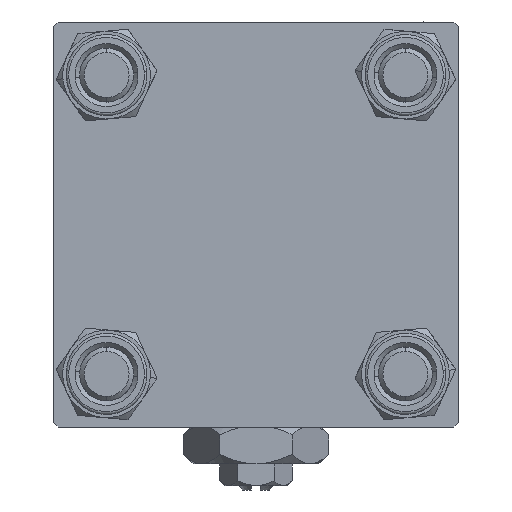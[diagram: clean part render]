
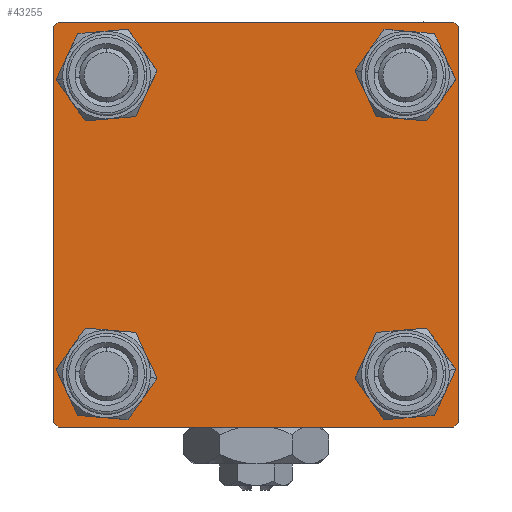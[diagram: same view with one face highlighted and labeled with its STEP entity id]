
A CAD part, left-side view. The second image highlights one B-rep face of the part: STEP entity #43255.
In plain terms, the highlighted planar face has unit normal (-1, 0, 0).
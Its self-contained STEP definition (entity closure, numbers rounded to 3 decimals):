
#32 = DIRECTION ( 'NONE',  ( 1., 0., 0. ) ) ;
#223 = CARTESIAN_POINT ( 'NONE',  ( 0., 0., 0. ) ) ;
#529 = CARTESIAN_POINT ( 'NONE',  ( 0., 22.5, -22. ) ) ;
#2089 = VERTEX_POINT ( 'NONE', #40128 ) ;
#2454 = AXIS2_PLACEMENT_3D ( 'NONE', #37548, #36963, #27252 ) ;
#3235 = CIRCLE ( 'NONE', #52650, 3.5 ) ;
#3338 = CARTESIAN_POINT ( 'NONE',  ( 0., 22.5, 22. ) ) ;
#3610 = DIRECTION ( 'NONE',  ( 0., -1., 0. ) ) ;
#3879 = FACE_OUTER_BOUND ( 'NONE', #47121, .T. ) ;
#4517 = VERTEX_POINT ( 'NONE', #11725 ) ;
#5094 = CIRCLE ( 'NONE', #20562, 3.5 ) ;
#5117 = VECTOR ( 'NONE', #10035, 1000. ) ;
#5358 = EDGE_CURVE ( 'NONE', #44210, #35316, #35722, .T. ) ;
#6132 = CARTESIAN_POINT ( 'NONE',  ( 0., 22., 22.5 ) ) ;
#7538 = VERTEX_POINT ( 'NONE', #51059 ) ;
#8433 = FACE_BOUND ( 'NONE', #41107, .T. ) ;
#9482 = ORIENTED_EDGE ( 'NONE', *, *, #23124, .T. ) ;
#9866 = CARTESIAN_POINT ( 'NONE',  ( 0., -16.6, 16.6 ) ) ;
#10035 = DIRECTION ( 'NONE',  ( 0., 0., -1. ) ) ;
#10712 = AXIS2_PLACEMENT_3D ( 'NONE', #42369, #14175, #51488 ) ;
#10927 = CARTESIAN_POINT ( 'NONE',  ( 0., -22.5, 22.5 ) ) ;
#11219 = EDGE_CURVE ( 'NONE', #22943, #51890, #19205, .T. ) ;
#11487 = DIRECTION ( 'NONE',  ( 0., 0., 1. ) ) ;
#11725 = CARTESIAN_POINT ( 'NONE',  ( 0., -16.6, -13.1 ) ) ;
#11883 = DIRECTION ( 'NONE',  ( 1., 0., 0. ) ) ;
#12607 = CARTESIAN_POINT ( 'NONE',  ( 0., -16.6, -20.1 ) ) ;
#12639 = DIRECTION ( 'NONE',  ( 0., -1., 0. ) ) ;
#13094 = ORIENTED_EDGE ( 'NONE', *, *, #35992, .T. ) ;
#13162 = CARTESIAN_POINT ( 'NONE',  ( 0., -22.25, 22.25 ) ) ;
#14162 = EDGE_CURVE ( 'NONE', #2089, #7538, #16526, .T. ) ;
#14175 = DIRECTION ( 'NONE',  ( 1., 0., 0. ) ) ;
#14526 = CARTESIAN_POINT ( 'NONE',  ( 0., -22.5, 22. ) ) ;
#15073 = DIRECTION ( 'NONE',  ( 0., 0., -1. ) ) ;
#15808 = CIRCLE ( 'NONE', #40039, 3.5 ) ;
#16031 = CARTESIAN_POINT ( 'NONE',  ( 0., 16.6, -16.6 ) ) ;
#16526 = CIRCLE ( 'NONE', #10712, 3.5 ) ;
#16748 = EDGE_CURVE ( 'NONE', #28567, #28015, #31952, .T. ) ;
#17514 = FACE_BOUND ( 'NONE', #58166, .T. ) ;
#17568 = CARTESIAN_POINT ( 'NONE',  ( 0., -22.5, -22. ) ) ;
#18674 = EDGE_CURVE ( 'NONE', #35316, #44210, #5094, .T. ) ;
#18715 = DIRECTION ( 'NONE',  ( -1., 0., 0. ) ) ;
#19205 = LINE ( 'NONE', #55349, #31950 ) ;
#19216 = VERTEX_POINT ( 'NONE', #26239 ) ;
#19423 = CIRCLE ( 'NONE', #35876, 3.5 ) ;
#19514 = VECTOR ( 'NONE', #50176, 1000. ) ;
#20135 = DIRECTION ( 'NONE',  ( 0., 0., 1. ) ) ;
#20175 = CARTESIAN_POINT ( 'NONE',  ( 0., -22., 22.5 ) ) ;
#20562 = AXIS2_PLACEMENT_3D ( 'NONE', #16031, #58502, #11487 ) ;
#21165 = ORIENTED_EDGE ( 'NONE', *, *, #18674, .T. ) ;
#21460 = VERTEX_POINT ( 'NONE', #52371 ) ;
#22321 = DIRECTION ( 'NONE',  ( 0., -0.707, 0.707 ) ) ;
#22327 = LINE ( 'NONE', #59971, #55354 ) ;
#22337 = VERTEX_POINT ( 'NONE', #529 ) ;
#22352 = DIRECTION ( 'NONE',  ( 0., 0., 1. ) ) ;
#22943 = VERTEX_POINT ( 'NONE', #6132 ) ;
#23124 = EDGE_CURVE ( 'NONE', #51890, #22337, #24757, .T. ) ;
#24025 = VERTEX_POINT ( 'NONE', #26519 ) ;
#24347 = EDGE_LOOP ( 'NONE', ( #31405, #21165 ) ) ;
#24757 = LINE ( 'NONE', #37827, #27493 ) ;
#24849 = LINE ( 'NONE', #10927, #5117 ) ;
#25804 = DIRECTION ( 'NONE',  ( 0., -0.707, -0.707 ) ) ;
#26096 = VERTEX_POINT ( 'NONE', #52634 ) ;
#26239 = CARTESIAN_POINT ( 'NONE',  ( 0., -22., -22.5 ) ) ;
#26378 = EDGE_CURVE ( 'NONE', #4517, #37702, #15808, .T. ) ;
#26519 = CARTESIAN_POINT ( 'NONE',  ( 0., -16.6, 20.1 ) ) ;
#26643 = CIRCLE ( 'NONE', #2454, 3.5 ) ;
#27058 = ORIENTED_EDGE ( 'NONE', *, *, #41708, .T. ) ;
#27252 = DIRECTION ( 'NONE',  ( 0., 0., 1. ) ) ;
#27432 = CIRCLE ( 'NONE', #42946, 3.5 ) ;
#27493 = VECTOR ( 'NONE', #15073, 1000. ) ;
#27805 = PLANE ( 'NONE',  #55396 ) ;
#28015 = VERTEX_POINT ( 'NONE', #20175 ) ;
#28210 = ORIENTED_EDGE ( 'NONE', *, *, #50149, .F. ) ;
#28567 = VERTEX_POINT ( 'NONE', #14526 ) ;
#28955 = CARTESIAN_POINT ( 'NONE',  ( 0., 16.6, -20.1 ) ) ;
#29677 = ORIENTED_EDGE ( 'NONE', *, *, #48415, .T. ) ;
#30819 = LINE ( 'NONE', #45391, #32897 ) ;
#31405 = ORIENTED_EDGE ( 'NONE', *, *, #5358, .T. ) ;
#31950 = VECTOR ( 'NONE', #32263, 1000. ) ;
#31952 = LINE ( 'NONE', #13162, #19514 ) ;
#32263 = DIRECTION ( 'NONE',  ( 0., 0.707, -0.707 ) ) ;
#32835 = DIRECTION ( 'NONE',  ( 0., 0., 1. ) ) ;
#32897 = VECTOR ( 'NONE', #22321, 1000. ) ;
#33060 = CARTESIAN_POINT ( 'NONE',  ( 0., 16.6, -16.6 ) ) ;
#33185 = ORIENTED_EDGE ( 'NONE', *, *, #14162, .T. ) ;
#33728 = DIRECTION ( 'NONE',  ( 0., 0., 1. ) ) ;
#34661 = EDGE_LOOP ( 'NONE', ( #39108, #54150 ) ) ;
#35316 = VERTEX_POINT ( 'NONE', #28955 ) ;
#35722 = CIRCLE ( 'NONE', #45440, 3.5 ) ;
#35876 = AXIS2_PLACEMENT_3D ( 'NONE', #9866, #52610, #52010 ) ;
#35992 = EDGE_CURVE ( 'NONE', #19216, #51264, #30819, .T. ) ;
#36621 = FACE_BOUND ( 'NONE', #24347, .T. ) ;
#36963 = DIRECTION ( 'NONE',  ( 1., 0., 0. ) ) ;
#37548 = CARTESIAN_POINT ( 'NONE',  ( 0., 16.6, 16.6 ) ) ;
#37636 = ORIENTED_EDGE ( 'NONE', *, *, #11219, .T. ) ;
#37685 = DIRECTION ( 'NONE',  ( 1., 0., 0. ) ) ;
#37702 = VERTEX_POINT ( 'NONE', #12607 ) ;
#37827 = CARTESIAN_POINT ( 'NONE',  ( 0., 22.5, 22.5 ) ) ;
#38345 = CARTESIAN_POINT ( 'NONE',  ( 0., -16.6, -16.6 ) ) ;
#39108 = ORIENTED_EDGE ( 'NONE', *, *, #39388, .T. ) ;
#39388 = EDGE_CURVE ( 'NONE', #24025, #21460, #19423, .T. ) ;
#40039 = AXIS2_PLACEMENT_3D ( 'NONE', #53446, #11883, #33728 ) ;
#40044 = ORIENTED_EDGE ( 'NONE', *, *, #26378, .T. ) ;
#40128 = CARTESIAN_POINT ( 'NONE',  ( 0., 16.6, 20.1 ) ) ;
#40679 = LINE ( 'NONE', #44939, #40907 ) ;
#40907 = VECTOR ( 'NONE', #25804, 1000. ) ;
#41107 = EDGE_LOOP ( 'NONE', ( #33185, #43791 ) ) ;
#41382 = CARTESIAN_POINT ( 'NONE',  ( 0., 16.6, -13.1 ) ) ;
#41708 = EDGE_CURVE ( 'NONE', #26096, #19216, #22327, .T. ) ;
#42239 = CARTESIAN_POINT ( 'NONE',  ( 0., -16.6, 16.6 ) ) ;
#42369 = CARTESIAN_POINT ( 'NONE',  ( 0., 16.6, 16.6 ) ) ;
#42946 = AXIS2_PLACEMENT_3D ( 'NONE', #38345, #56866, #20135 ) ;
#43255 = ADVANCED_FACE ( 'NONE', ( #45425, #17514, #36621, #8433, #3879 ), #27805, .T. ) ;
#43791 = ORIENTED_EDGE ( 'NONE', *, *, #57224, .T. ) ;
#44210 = VERTEX_POINT ( 'NONE', #41382 ) ;
#44939 = CARTESIAN_POINT ( 'NONE',  ( 0., 22.25, -22.25 ) ) ;
#45391 = CARTESIAN_POINT ( 'NONE',  ( 0., -22.25, -22.25 ) ) ;
#45425 = FACE_BOUND ( 'NONE', #34661, .T. ) ;
#45440 = AXIS2_PLACEMENT_3D ( 'NONE', #33060, #32, #55558 ) ;
#46989 = EDGE_CURVE ( 'NONE', #37702, #4517, #27432, .T. ) ;
#47121 = EDGE_LOOP ( 'NONE', ( #9482, #29677, #27058, #13094, #28210, #54212, #47317, #37636 ) ) ;
#47317 = ORIENTED_EDGE ( 'NONE', *, *, #56391, .F. ) ;
#48200 = EDGE_CURVE ( 'NONE', #21460, #24025, #3235, .T. ) ;
#48415 = EDGE_CURVE ( 'NONE', #22337, #26096, #40679, .T. ) ;
#50149 = EDGE_CURVE ( 'NONE', #28567, #51264, #24849, .T. ) ;
#50176 = DIRECTION ( 'NONE',  ( 0., 0.707, 0.707 ) ) ;
#51059 = CARTESIAN_POINT ( 'NONE',  ( 0., 16.6, 13.1 ) ) ;
#51264 = VERTEX_POINT ( 'NONE', #17568 ) ;
#51488 = DIRECTION ( 'NONE',  ( 0., 0., 1. ) ) ;
#51890 = VERTEX_POINT ( 'NONE', #3338 ) ;
#52010 = DIRECTION ( 'NONE',  ( 0., 0., 1. ) ) ;
#52371 = CARTESIAN_POINT ( 'NONE',  ( 0., -16.6, 13.1 ) ) ;
#52610 = DIRECTION ( 'NONE',  ( 1., 0., 0. ) ) ;
#52634 = CARTESIAN_POINT ( 'NONE',  ( 0., 22., -22.5 ) ) ;
#52650 = AXIS2_PLACEMENT_3D ( 'NONE', #42239, #37685, #32835 ) ;
#53357 = LINE ( 'NONE', #57911, #56678 ) ;
#53446 = CARTESIAN_POINT ( 'NONE',  ( 0., -16.6, -16.6 ) ) ;
#54150 = ORIENTED_EDGE ( 'NONE', *, *, #48200, .T. ) ;
#54212 = ORIENTED_EDGE ( 'NONE', *, *, #16748, .T. ) ;
#55349 = CARTESIAN_POINT ( 'NONE',  ( 0., 22.25, 22.25 ) ) ;
#55354 = VECTOR ( 'NONE', #12639, 1000. ) ;
#55396 = AXIS2_PLACEMENT_3D ( 'NONE', #223, #18715, #22352 ) ;
#55558 = DIRECTION ( 'NONE',  ( 0., 0., 1. ) ) ;
#56391 = EDGE_CURVE ( 'NONE', #22943, #28015, #53357, .T. ) ;
#56678 = VECTOR ( 'NONE', #3610, 1000. ) ;
#56866 = DIRECTION ( 'NONE',  ( 1., 0., 0. ) ) ;
#57224 = EDGE_CURVE ( 'NONE', #7538, #2089, #26643, .T. ) ;
#57911 = CARTESIAN_POINT ( 'NONE',  ( 0., 22.5, 22.5 ) ) ;
#58166 = EDGE_LOOP ( 'NONE', ( #40044, #58694 ) ) ;
#58502 = DIRECTION ( 'NONE',  ( 1., 0., 0. ) ) ;
#58694 = ORIENTED_EDGE ( 'NONE', *, *, #46989, .T. ) ;
#59971 = CARTESIAN_POINT ( 'NONE',  ( 0., 22.5, -22.5 ) ) ;
